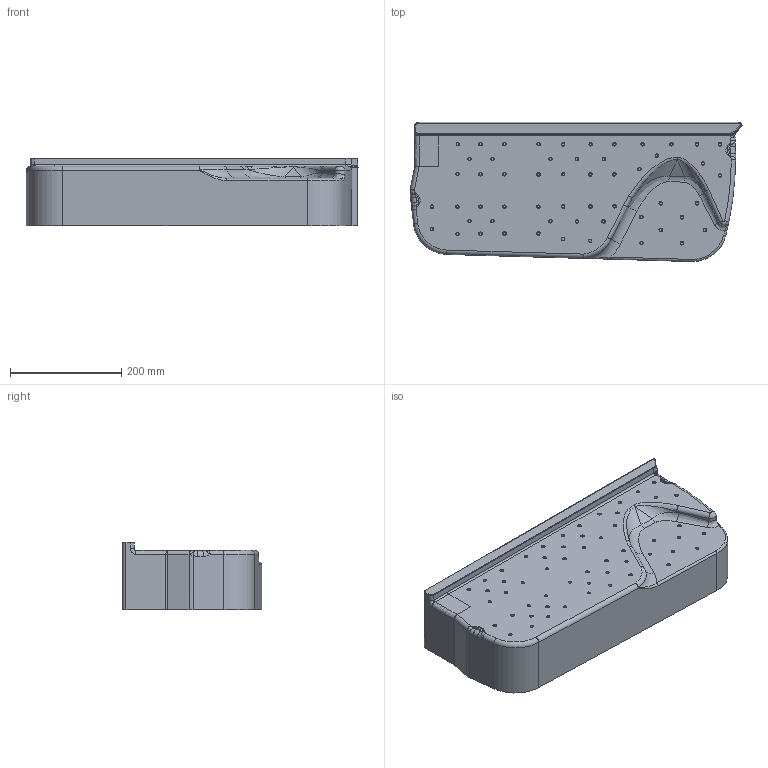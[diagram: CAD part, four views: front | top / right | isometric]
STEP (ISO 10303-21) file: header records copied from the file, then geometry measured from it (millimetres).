
FILE_DESCRIPTION(/* description */ (''),/* implementation_level */ '2;1');
FILE_NAME(/* name */ '1006030-342-4_TRIMMING TOOL.stp',/* time_stamp */ '2021-05-19T14:15:15+08:00',/* author */ (''),/* organization */ (''),/* preprocessor_version */ 'ST-DEVELOPER v16.7',/* originating_system */ 'SIEMENS PLM Software NX 1867',/* authorisation */ '');
FILE_SCHEMA (('AUTOMOTIVE_DESIGN { 1 0 10303 214 3 1 1 1 }'));
Length unit declared in the file: inch
Products named in the file (1): Pere3D8416D8bsyd
Bounding box: 596.52 x 249.89 x 121.81 mm (x, y, z)
Volume: 6170101.2 mm3; surface area: 922255.5 mm2
Topology: 1 solids, 1 shells, 386 faces, 978 edges, 575 vertices
Faces by surface type: cylinder 160, cone 67, bspline 56, plane 56, sphere 25, torus 18, extrusion 4
Full cylindrical faces by diameter (mm): 5.001 x55, 6.528 x6, 25.4 x7
Entity records: 12724 total; most frequent: CARTESIAN_POINT 4451, DIRECTION 1714, ORIENTED_EDGE 1508, EDGE_CURVE 754, AXIS2_PLACEMENT_3D 752, EDGE_LOOP 647, VERTEX_POINT 521, FACE_BOUND 424
